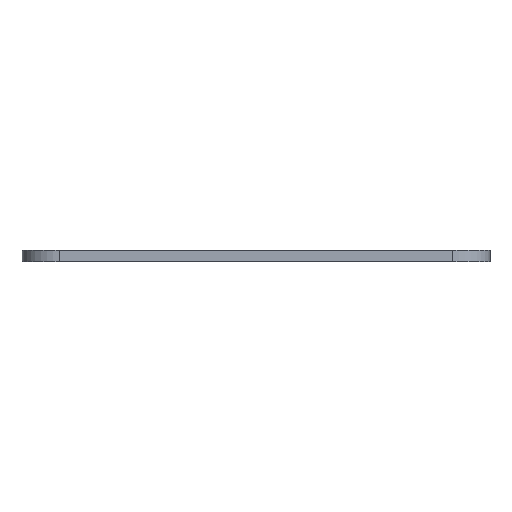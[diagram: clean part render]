
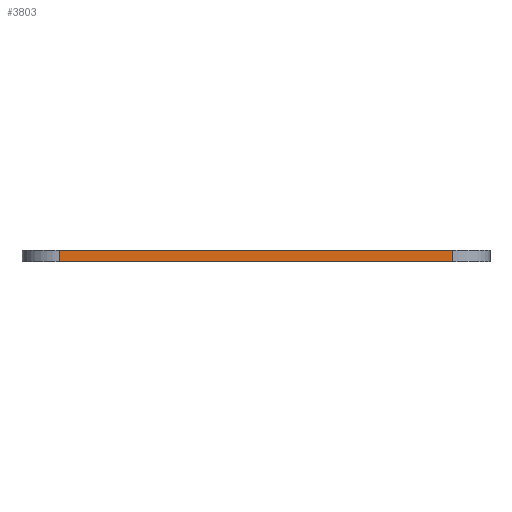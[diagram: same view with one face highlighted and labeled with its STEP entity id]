
A CAD part, left-side view. The second image highlights one B-rep face of the part: STEP entity #3803.
In plain terms, the highlighted planar face has unit normal (-1, 0, 0).
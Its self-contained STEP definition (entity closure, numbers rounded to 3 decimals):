
#606=FACE_OUTER_BOUND('',#836,.T.);
#836=EDGE_LOOP('',(#3512,#3513,#3514,#3515));
#1093=LINE('',#7315,#1413);
#1110=LINE('',#7362,#1430);
#1114=LINE('',#7372,#1434);
#1137=LINE('',#7431,#1457);
#1413=VECTOR('',#4299,10.);
#1430=VECTOR('',#4334,10.);
#1434=VECTOR('',#4344,10.);
#1457=VECTOR('',#4391,10.);
#1795=VERTEX_POINT('',#7301);
#1801=VERTEX_POINT('',#7313);
#1822=VERTEX_POINT('',#7361);
#1825=VERTEX_POINT('',#7371);
#2331=EDGE_CURVE('',#1801,#1795,#1093,.T.);
#2352=EDGE_CURVE('',#1795,#1822,#1110,.T.);
#2357=EDGE_CURVE('',#1822,#1825,#1114,.T.);
#2387=EDGE_CURVE('',#1825,#1801,#1137,.T.);
#3512=ORIENTED_EDGE('',*,*,#2352,.F.);
#3513=ORIENTED_EDGE('',*,*,#2331,.F.);
#3514=ORIENTED_EDGE('',*,*,#2387,.F.);
#3515=ORIENTED_EDGE('',*,*,#2357,.F.);
#3603=PLANE('',#3922);
#3803=ADVANCED_FACE('',(#606),#3603,.T.);
#3922=AXIS2_PLACEMENT_3D('',#7472,#4452,#4453);
#4299=DIRECTION('',(0.,-1.,0.));
#4334=DIRECTION('',(0.,0.,-1.));
#4344=DIRECTION('',(0.,1.,0.));
#4391=DIRECTION('',(0.,0.,1.));
#4452=DIRECTION('center_axis',(-1.,0.,0.));
#4453=DIRECTION('ref_axis',(0.,-1.,0.));
#7301=CARTESIAN_POINT('',(-57.21,-45.34,1.5));
#7313=CARTESIAN_POINT('',(-57.21,7.46,1.5));
#7315=CARTESIAN_POINT('',(-57.21,-50.34,1.5));
#7361=CARTESIAN_POINT('',(-57.21,-45.34,0.));
#7362=CARTESIAN_POINT('',(-57.21,-45.34,0.));
#7371=CARTESIAN_POINT('',(-57.21,7.46,0.));
#7372=CARTESIAN_POINT('',(-57.21,-50.34,0.));
#7431=CARTESIAN_POINT('',(-57.21,7.46,0.));
#7472=CARTESIAN_POINT('Origin',(-57.21,12.46,0.));
